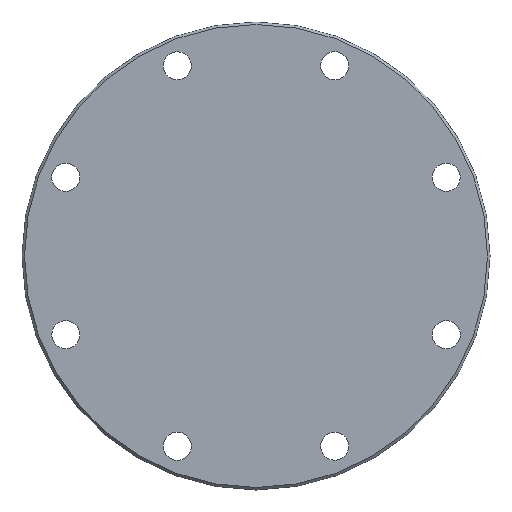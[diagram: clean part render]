
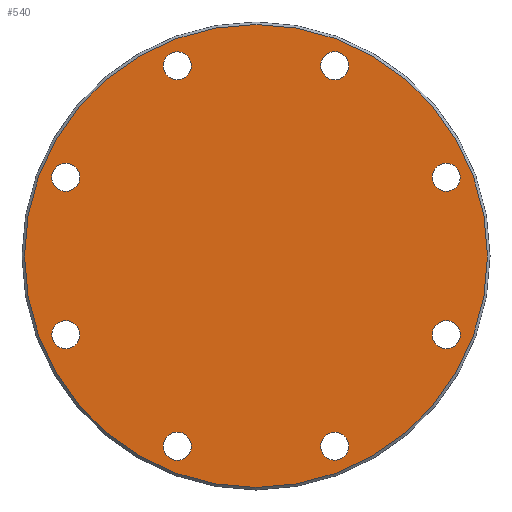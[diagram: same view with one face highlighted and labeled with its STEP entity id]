
A CAD part, left-side view. The second image highlights one B-rep face of the part: STEP entity #540.
In plain terms, the highlighted planar face has unit normal (-1, 0, 0).
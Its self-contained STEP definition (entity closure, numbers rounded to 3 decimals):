
#94=CARTESIAN_POINT('',(0.,-26.917,-70.483));
#95=VERTEX_POINT('',#94);
#96=CARTESIAN_POINT('',(0.,-30.806,-74.372));
#97=DIRECTION('',(1.,0.0,0.0));
#98=DIRECTION('',(0.0,-0.707,-0.707));
#99=AXIS2_PLACEMENT_3D('',#96,#97,#98);
#100=CIRCLE('',#99,5.5);
#101=EDGE_CURVE('',#95,#95,#100,.T.);
#143=CARTESIAN_POINT('',(0.,-68.872,-30.806));
#144=VERTEX_POINT('',#143);
#145=CARTESIAN_POINT('',(0.,-74.372,-30.806));
#146=DIRECTION('',(1.0,0.0,0.0));
#147=DIRECTION('',(0.0,-1.0,0.0));
#148=AXIS2_PLACEMENT_3D('',#145,#146,#147);
#149=CIRCLE('',#148,5.5);
#150=EDGE_CURVE('',#144,#144,#149,.T.);
#192=CARTESIAN_POINT('',(0.,-70.483,26.917));
#193=VERTEX_POINT('',#192);
#194=CARTESIAN_POINT('',(0.,-74.372,30.806));
#195=DIRECTION('',(1.0,0.0,0.0));
#196=DIRECTION('',(0.0,-0.707,0.707));
#197=AXIS2_PLACEMENT_3D('',#194,#195,#196);
#198=CIRCLE('',#197,5.5);
#199=EDGE_CURVE('',#193,#193,#198,.T.);
#241=CARTESIAN_POINT('',(0.,-30.806,68.872));
#242=VERTEX_POINT('',#241);
#243=CARTESIAN_POINT('',(0.,-30.806,74.372));
#244=DIRECTION('',(1.0,0.0,0.0));
#245=DIRECTION('',(0.0,0.0,1.0));
#246=AXIS2_PLACEMENT_3D('',#243,#244,#245);
#247=CIRCLE('',#246,5.5);
#248=EDGE_CURVE('',#242,#242,#247,.T.);
#290=CARTESIAN_POINT('',(0.,26.917,70.483));
#291=VERTEX_POINT('',#290);
#292=CARTESIAN_POINT('',(0.,30.806,74.372));
#293=DIRECTION('',(1.0,0.0,0.0));
#294=DIRECTION('',(0.0,0.707,0.707));
#295=AXIS2_PLACEMENT_3D('',#292,#293,#294);
#296=CIRCLE('',#295,5.5);
#297=EDGE_CURVE('',#291,#291,#296,.T.);
#339=CARTESIAN_POINT('',(0.,68.872,30.806));
#340=VERTEX_POINT('',#339);
#341=CARTESIAN_POINT('',(0.,74.372,30.806));
#342=DIRECTION('',(1.0,0.0,0.0));
#343=DIRECTION('',(0.0,1.0,0.0));
#344=AXIS2_PLACEMENT_3D('',#341,#342,#343);
#345=CIRCLE('',#344,5.5);
#346=EDGE_CURVE('',#340,#340,#345,.T.);
#388=CARTESIAN_POINT('',(0.,70.483,-26.917));
#389=VERTEX_POINT('',#388);
#390=CARTESIAN_POINT('',(0.,74.372,-30.806));
#391=DIRECTION('',(1.0,0.0,0.0));
#392=DIRECTION('',(0.0,0.707,-0.707));
#393=AXIS2_PLACEMENT_3D('',#390,#391,#392);
#394=CIRCLE('',#393,5.5);
#395=EDGE_CURVE('',#389,#389,#394,.T.);
#437=CARTESIAN_POINT('',(0.,30.806,-68.872));
#438=VERTEX_POINT('',#437);
#439=CARTESIAN_POINT('',(0.,30.806,-74.372));
#440=DIRECTION('',(1.0,0.0,0.0));
#441=DIRECTION('',(0.0,0.0,-1.0));
#442=AXIS2_PLACEMENT_3D('',#439,#440,#441);
#443=CIRCLE('',#442,5.5);
#444=EDGE_CURVE('',#438,#438,#443,.T.);
#465=CARTESIAN_POINT('',(0.,90.5,0.));
#466=VERTEX_POINT('',#465);
#467=CARTESIAN_POINT('',(0.,0.,0.0));
#468=DIRECTION('',(1.0,0.0,0.0));
#469=DIRECTION('',(0.0,-1.0,0.0));
#470=AXIS2_PLACEMENT_3D('',#467,#468,#469);
#471=CIRCLE('',#470,90.5);
#472=EDGE_CURVE('',#466,#466,#471,.T.);
#508=CARTESIAN_POINT('',(0.,45.75,0.0));
#509=DIRECTION('',(-1.0,0.0,0.0));
#510=DIRECTION('',(0.0,0.0,1.0));
#511=AXIS2_PLACEMENT_3D('',#508,#509,#510);
#512=PLANE('',#511);
#513=ORIENTED_EDGE('',*,*,#472,.F.);
#514=EDGE_LOOP('',(#513));
#515=FACE_OUTER_BOUND('',#514,.T.);
#516=ORIENTED_EDGE('',*,*,#101,.T.);
#517=EDGE_LOOP('',(#516));
#518=FACE_BOUND('',#517,.T.);
#519=ORIENTED_EDGE('',*,*,#150,.T.);
#520=EDGE_LOOP('',(#519));
#521=FACE_BOUND('',#520,.T.);
#522=ORIENTED_EDGE('',*,*,#199,.T.);
#523=EDGE_LOOP('',(#522));
#524=FACE_BOUND('',#523,.T.);
#525=ORIENTED_EDGE('',*,*,#248,.T.);
#526=EDGE_LOOP('',(#525));
#527=FACE_BOUND('',#526,.T.);
#528=ORIENTED_EDGE('',*,*,#297,.T.);
#529=EDGE_LOOP('',(#528));
#530=FACE_BOUND('',#529,.T.);
#531=ORIENTED_EDGE('',*,*,#346,.T.);
#532=EDGE_LOOP('',(#531));
#533=FACE_BOUND('',#532,.T.);
#534=ORIENTED_EDGE('',*,*,#395,.T.);
#535=EDGE_LOOP('',(#534));
#536=FACE_BOUND('',#535,.T.);
#537=ORIENTED_EDGE('',*,*,#444,.T.);
#538=EDGE_LOOP('',(#537));
#539=FACE_BOUND('',#538,.T.);
#540=ADVANCED_FACE('',(#515,#518,#521,#524,#527,#530,#533,#536,#539),#512,.T.);
